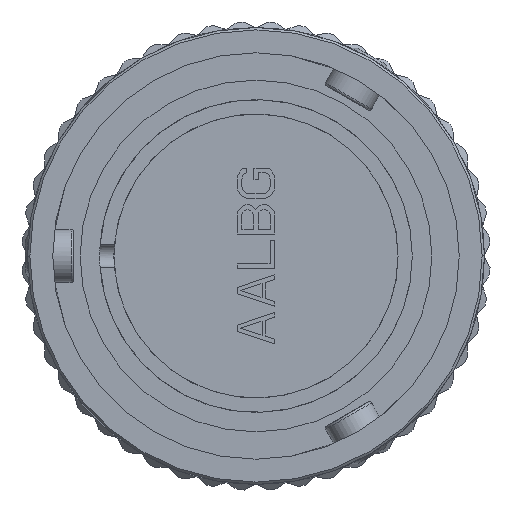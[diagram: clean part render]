
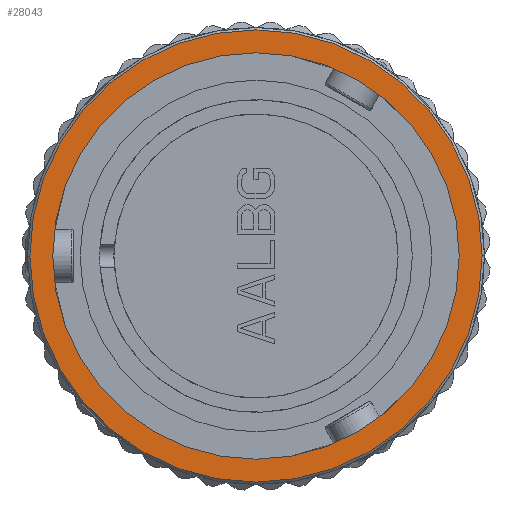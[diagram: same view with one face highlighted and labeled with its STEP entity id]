
A CAD part, left-side view. The second image highlights one B-rep face of the part: STEP entity #28043.
In plain terms, the highlighted planar face has unit normal (-1, 0, 0).
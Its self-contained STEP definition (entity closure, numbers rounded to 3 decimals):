
#3919=CARTESIAN_POINT('',(4.15,0.,0.));
#3920=DIRECTION('',(1.,0.,0.));
#3921=DIRECTION('',(0.,1.,0.));
#3922=AXIS2_PLACEMENT_3D('',#3919,#3920,#3921);
#3924=CARTESIAN_POINT('',(4.15,0.,0.));
#3925=DIRECTION('',(-1.,0.,0.));
#3926=DIRECTION('',(0.,1.,0.));
#3927=AXIS2_PLACEMENT_3D('',#3924,#3925,#3926);
#3929=CARTESIAN_POINT('',(4.15,0.,0.));
#3930=DIRECTION('',(1.,0.,0.));
#3931=DIRECTION('',(0.,1.,0.));
#3932=AXIS2_PLACEMENT_3D('',#3929,#3930,#3931);
#3934=CARTESIAN_POINT('',(4.15,0.,0.));
#3935=DIRECTION('',(-1.,0.,0.));
#3936=DIRECTION('',(0.,1.,0.));
#3937=AXIS2_PLACEMENT_3D('',#3934,#3935,#3936);
#21000=CARTESIAN_POINT('',(4.15,17.26,-0.001));
#21001=CARTESIAN_POINT('',(4.15,-17.26,0.001));
#21002=VERTEX_POINT('',#21000);
#21003=VERTEX_POINT('',#21001);
#21501=CARTESIAN_POINT('',(4.15,19.205,-0.002));
#21502=VERTEX_POINT('',#21501);
#21503=CARTESIAN_POINT('',(4.15,-19.205,0.002));
#21504=VERTEX_POINT('',#21503);
#28028=CARTESIAN_POINT('',(4.15,0.,0.));
#28029=DIRECTION('',(-1.,0.,0.));
#28030=DIRECTION('',(0.,-1.,0.));
#28031=AXIS2_PLACEMENT_3D('',#28028,#28029,#28030);
#28032=PLANE('546',#28031);
#28033=ORIENTED_EDGE('2823',*,*,#28014,.F.);
#28034=ORIENTED_EDGE('2825',*,*,#27996,.T.);
#28035=EDGE_LOOP('546',(#28033,#28034));
#28036=FACE_OUTER_BOUND('546',#28035,.F.);
#28038=ORIENTED_EDGE('2457',*,*,#28037,.F.);
#28040=ORIENTED_EDGE('2455',*,*,#28039,.T.);
#28041=EDGE_LOOP('546',(#28038,#28040));
#28042=FACE_BOUND('546',#28041,.F.);
#3923=CIRCLE('2825',#3922,19.205);
#3928=CIRCLE('2823',#3927,19.205);
#3933=CIRCLE('2457',#3932,17.26);
#3938=CIRCLE('2455',#3937,17.26);
#27996=EDGE_CURVE('2825',#21502,#21504,#3923,.T.);
#28014=EDGE_CURVE('2823',#21502,#21504,#3928,.T.);
#28037=EDGE_CURVE('2457',#21002,#21003,#3933,.T.);
#28039=EDGE_CURVE('2455',#21002,#21003,#3938,.T.);
#28043=ADVANCED_FACE('546',(#28036,#28042),#28032,.T.);
